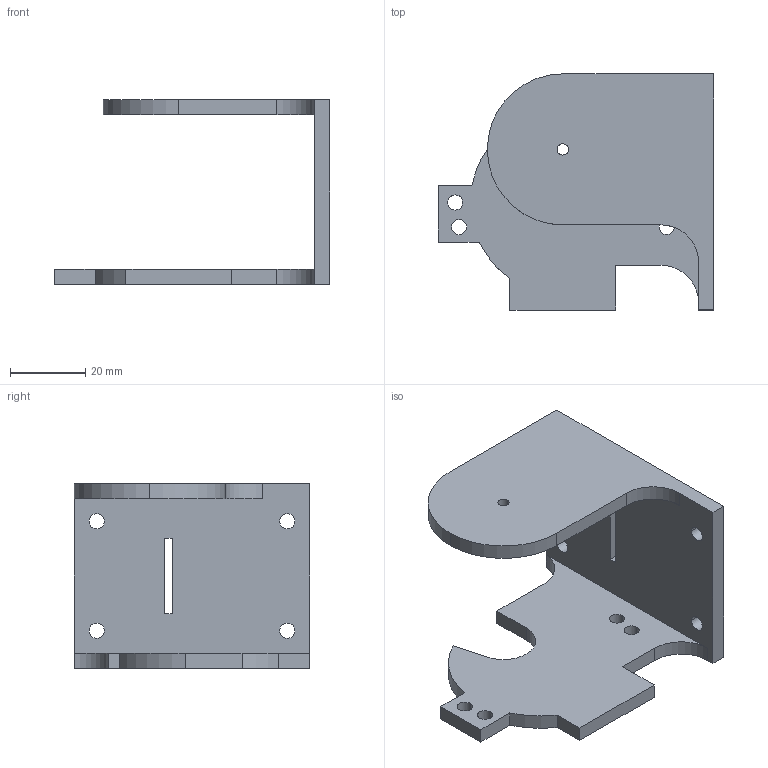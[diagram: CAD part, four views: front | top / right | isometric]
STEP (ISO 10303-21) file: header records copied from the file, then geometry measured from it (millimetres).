
FILE_DESCRIPTION (( 'STEP AP214' ), '1' );
FILE_NAME ('SoporteMotorGiraplatoSinPolea.STEP', '2024-03-12T12:02:07', ( '' ), ( '' ), 'SwSTEP 2.0', 'SolidWorks 2018', '' );
FILE_SCHEMA (( 'AUTOMOTIVE_DESIGN' ));
Length unit declared in the file: millimetre
Products named in the file (1): SoporteMotorGiraplatoSinPolea
Bounding box: 73 x 62.5 x 49 mm (x, y, z)
Volume: 30249 mm3; surface area: 17649.4 mm2
Topology: 1 solids, 1 shells, 49 faces, 140 edges, 93 vertices
Faces by surface type: cylinder 26, plane 23
Entity records: 1692 total; most frequent: DIRECTION 292, CARTESIAN_POINT 283, ORIENTED_EDGE 280, EDGE_CURVE 140, AXIS2_PLACEMENT_3D 102, VERTEX_POINT 93, VECTOR 88, LINE 88
